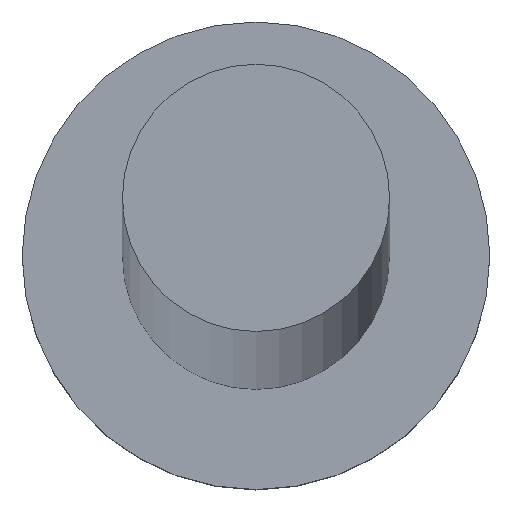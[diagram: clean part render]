
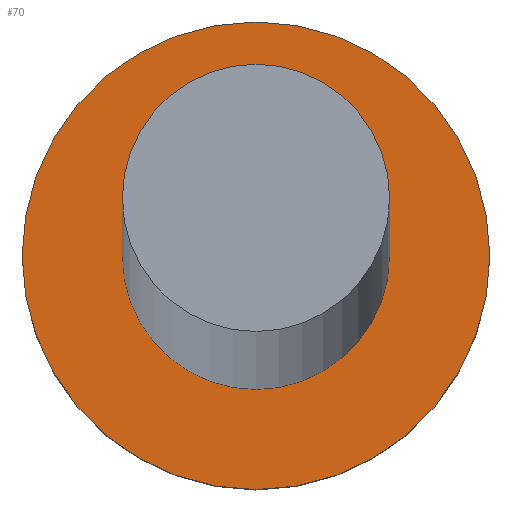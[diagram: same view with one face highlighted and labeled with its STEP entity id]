
A CAD part, top view. The second image highlights one B-rep face of the part: STEP entity #70.
In plain terms, the highlighted planar face has unit normal (0, 0, 1).
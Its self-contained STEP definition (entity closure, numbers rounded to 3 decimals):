
#11 = ORIENTED_EDGE ( 'NONE', *, *, #15, .F. ) ;
#13 = CARTESIAN_POINT ( 'NONE',  ( 4., 0., 6.5 ) ) ;
#15 = EDGE_CURVE ( 'NONE', #224, #41, #117, .T. ) ;
#30 = AXIS2_PLACEMENT_3D ( 'NONE', #135, #89, #99 ) ;
#32 = AXIS2_PLACEMENT_3D ( 'NONE', #144, #165, #66 ) ;
#35 = CARTESIAN_POINT ( 'NONE',  ( 0., 0., 6.5 ) ) ;
#36 = AXIS2_PLACEMENT_3D ( 'NONE', #244, #54, #191 ) ;
#41 = VERTEX_POINT ( 'NONE', #146 ) ;
#54 = DIRECTION ( 'NONE',  ( 0., 0., 1. ) ) ;
#61 = CIRCLE ( 'NONE', #230, 7. ) ;
#66 = DIRECTION ( 'NONE',  ( 1., 0., 0. ) ) ;
#68 = AXIS2_PLACEMENT_3D ( 'NONE', #115, #197, #139 ) ;
#70 = ADVANCED_FACE ( 'NONE', ( #200, #157 ), #136, .T. ) ;
#81 = EDGE_LOOP ( 'NONE', ( #247, #215 ) ) ;
#87 = CIRCLE ( 'NONE', #68, 7. ) ;
#89 = DIRECTION ( 'NONE',  ( 0., 0., 1. ) ) ;
#99 = DIRECTION ( 'NONE',  ( 1., 0., 0. ) ) ;
#111 = CARTESIAN_POINT ( 'NONE',  ( 7., 0., 6.5 ) ) ;
#115 = CARTESIAN_POINT ( 'NONE',  ( 0., 0., 6.5 ) ) ;
#117 = CIRCLE ( 'NONE', #36, 4. ) ;
#135 = CARTESIAN_POINT ( 'NONE',  ( 0., 0., 6.5 ) ) ;
#136 = PLANE ( 'NONE',  #30 ) ;
#139 = DIRECTION ( 'NONE',  ( 1., 0., 0. ) ) ;
#144 = CARTESIAN_POINT ( 'NONE',  ( 0., 0., 6.5 ) ) ;
#146 = CARTESIAN_POINT ( 'NONE',  ( -4., 0., 6.5 ) ) ;
#157 = FACE_OUTER_BOUND ( 'NONE', #81, .T. ) ;
#163 = EDGE_CURVE ( 'NONE', #182, #195, #87, .T. ) ;
#165 = DIRECTION ( 'NONE',  ( 0., 0., 1. ) ) ;
#174 = ORIENTED_EDGE ( 'NONE', *, *, #202, .F. ) ;
#182 = VERTEX_POINT ( 'NONE', #111 ) ;
#183 = EDGE_CURVE ( 'NONE', #195, #182, #61, .T. ) ;
#185 = CARTESIAN_POINT ( 'NONE',  ( -7., 0., 6.5 ) ) ;
#191 = DIRECTION ( 'NONE',  ( 1., 0., 0. ) ) ;
#193 = DIRECTION ( 'NONE',  ( 0., 0., 1. ) ) ;
#195 = VERTEX_POINT ( 'NONE', #185 ) ;
#197 = DIRECTION ( 'NONE',  ( 0., 0., 1. ) ) ;
#198 = EDGE_LOOP ( 'NONE', ( #174, #11 ) ) ;
#200 = FACE_BOUND ( 'NONE', #198, .T. ) ;
#202 = EDGE_CURVE ( 'NONE', #41, #224, #213, .T. ) ;
#206 = DIRECTION ( 'NONE',  ( 1., 0., 0. ) ) ;
#213 = CIRCLE ( 'NONE', #32, 4. ) ;
#215 = ORIENTED_EDGE ( 'NONE', *, *, #163, .T. ) ;
#224 = VERTEX_POINT ( 'NONE', #13 ) ;
#230 = AXIS2_PLACEMENT_3D ( 'NONE', #35, #193, #206 ) ;
#244 = CARTESIAN_POINT ( 'NONE',  ( 0., 0., 6.5 ) ) ;
#247 = ORIENTED_EDGE ( 'NONE', *, *, #183, .T. ) ;
